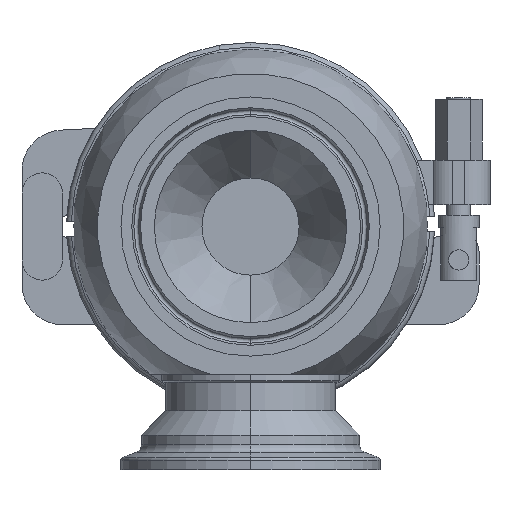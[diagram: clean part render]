
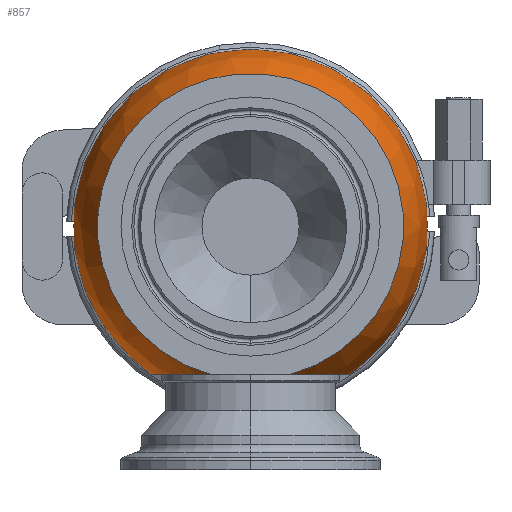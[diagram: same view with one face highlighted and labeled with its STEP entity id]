
A CAD part, front view. The second image highlights one B-rep face of the part: STEP entity #857.
In plain terms, the highlighted spherical face has radius 44 mm.
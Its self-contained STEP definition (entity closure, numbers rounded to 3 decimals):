
#177=CARTESIAN_POINT('',(0.,-22.5,0.));
#178=DIRECTION('',(0.,-1.,0.));
#179=DIRECTION('',(0.261,0.,-0.965));
#180=AXIS2_PLACEMENT_3D('',#177,#178,#179);
#182=CARTESIAN_POINT('',(0.,0.,-36.5));
#183=DIRECTION('',(0.,0.,1.));
#184=DIRECTION('',(-0.173,0.985,0.));
#185=AXIS2_PLACEMENT_3D('',#182,#183,#184);
#187=CARTESIAN_POINT('',(0.,0.,-36.5));
#188=DIRECTION('',(0.,0.,1.));
#189=DIRECTION('',(0.402,-0.916,0.));
#190=AXIS2_PLACEMENT_3D('',#187,#188,#189);
#229=CARTESIAN_POINT('',(0.,24.2,0.));
#230=DIRECTION('',(0.,-1.,0.));
#231=DIRECTION('',(0.,0.,1.));
#232=AXIS2_PLACEMENT_3D('',#229,#230,#231);
#249=CARTESIAN_POINT('',(0.,24.2,0.));
#250=DIRECTION('',(0.,-1.,0.));
#251=DIRECTION('',(0.116,0.,-0.993));
#252=AXIS2_PLACEMENT_3D('',#249,#250,#251);
#480=CARTESIAN_POINT('',(0.,24.2,36.747));
#482=VERTEX_POINT('',#480);
#487=CARTESIAN_POINT('',(9.874,-22.5,-36.5));
#488=CARTESIAN_POINT('',(4.256,24.2,-36.5));
#489=VERTEX_POINT('',#487);
#490=VERTEX_POINT('',#488);
#491=CARTESIAN_POINT('',(-4.256,24.2,-36.5));
#492=CARTESIAN_POINT('',(-9.874,-22.5,-36.5));
#493=VERTEX_POINT('',#491);
#494=VERTEX_POINT('',#492);
#843=CARTESIAN_POINT('',(0.,0.,0.));
#844=DIRECTION('',(0.,-1.,0.));
#845=DIRECTION('',(0.,0.,1.));
#846=AXIS2_PLACEMENT_3D('',#843,#844,#845);
#847=SPHERICAL_SURFACE('',#846,44.);
#848=ORIENTED_EDGE('',*,*,#783,.T.);
#849=ORIENTED_EDGE('',*,*,#803,.F.);
#851=ORIENTED_EDGE('',*,*,#850,.F.);
#853=ORIENTED_EDGE('',*,*,#852,.F.);
#854=ORIENTED_EDGE('',*,*,#797,.F.);
#855=EDGE_LOOP('',(#848,#849,#851,#853,#854));
#856=FACE_OUTER_BOUND('',#855,.F.);
#857=ADVANCED_FACE('',(#856),#847,.T.);
#181=CIRCLE('',#180,37.812);
#186=CIRCLE('',#185,24.571);
#191=CIRCLE('',#190,24.571);
#233=CIRCLE('',#232,36.747);
#253=CIRCLE('',#252,36.747);
#783=EDGE_CURVE('',#489,#494,#181,.T.);
#797=EDGE_CURVE('',#489,#490,#191,.T.);
#803=EDGE_CURVE('',#493,#494,#186,.T.);
#850=EDGE_CURVE('',#482,#493,#233,.T.);
#852=EDGE_CURVE('',#490,#482,#253,.T.);
